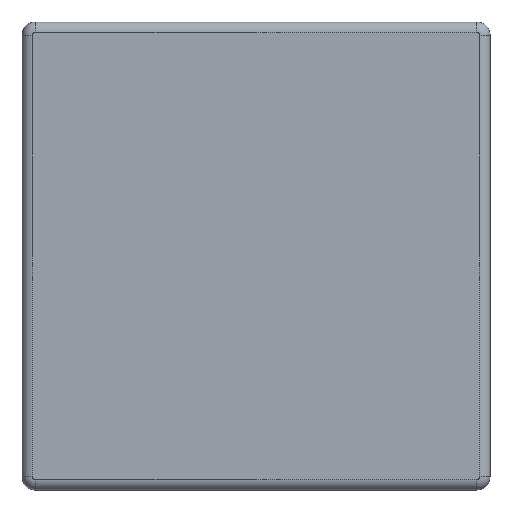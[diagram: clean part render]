
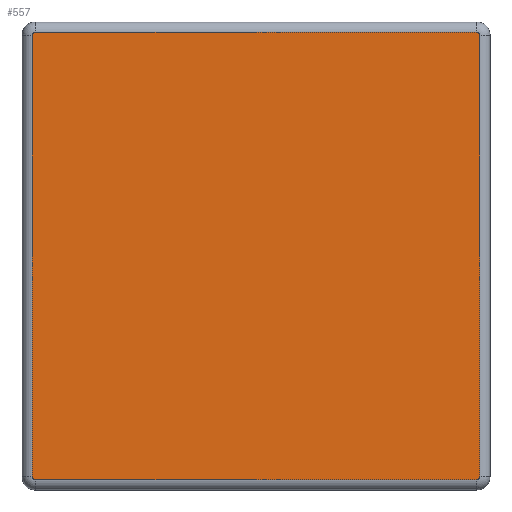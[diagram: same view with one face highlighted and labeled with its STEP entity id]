
A CAD part, front view. The second image highlights one B-rep face of the part: STEP entity #557.
In plain terms, the highlighted planar face has unit normal (0, -1, 0).
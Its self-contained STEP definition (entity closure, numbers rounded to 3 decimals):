
#265 = ORIENTED_EDGE ( 'NONE', *, *, #272, .F. ) ;
#267 = EDGE_CURVE ( 'NONE', #270, #559, #940, .T. ) ;
#268 = EDGE_CURVE ( 'NONE', #558, #269, #912, .T. ) ;
#269 = VERTEX_POINT ( 'NONE', #946 ) ;
#270 = VERTEX_POINT ( 'NONE', #990 ) ;
#271 = VERTEX_POINT ( 'NONE', #988 ) ;
#272 = EDGE_CURVE ( 'NONE', #271, #269, #991, .T. ) ;
#274 = ORIENTED_EDGE ( 'NONE', *, *, #500, .F. ) ;
#275 = ORIENTED_EDGE ( 'NONE', *, *, #268, .T. ) ;
#498 = EDGE_LOOP ( 'NONE', ( #554, #499, #274, #275, #265, #526, #539, #549 ) ) ;
#499 = ORIENTED_EDGE ( 'NONE', *, *, #553, .T. ) ;
#500 = EDGE_CURVE ( 'NONE', #558, #533, #1418, .T. ) ;
#525 = EDGE_CURVE ( 'NONE', #271, #559, #1439, .T. ) ;
#526 = ORIENTED_EDGE ( 'NONE', *, *, #525, .T. ) ;
#533 = VERTEX_POINT ( 'NONE', #1489 ) ;
#539 = ORIENTED_EDGE ( 'NONE', *, *, #267, .F. ) ;
#540 = EDGE_CURVE ( 'NONE', #270, #555, #1470, .T. ) ;
#548 = EDGE_CURVE ( 'NONE', #560, #555, #1473, .T. ) ;
#549 = ORIENTED_EDGE ( 'NONE', *, *, #540, .T. ) ;
#553 = EDGE_CURVE ( 'NONE', #560, #533, #1502, .T. ) ;
#554 = ORIENTED_EDGE ( 'NONE', *, *, #548, .F. ) ;
#555 = VERTEX_POINT ( 'NONE', #1503 ) ;
#557 = ADVANCED_FACE ( 'NONE', ( #1498 ), #1495, .T. ) ;
#558 = VERTEX_POINT ( 'NONE', #1510 ) ;
#559 = VERTEX_POINT ( 'NONE', #1542 ) ;
#560 = VERTEX_POINT ( 'NONE', #1496 ) ;
#912 = LINE ( 'NONE', #942, #989 ) ;
#940 = CIRCLE ( 'NONE', #998, 0.5 ) ;
#941 = DIRECTION ( 'NONE',  ( 0., 0., -1. ) ) ;
#942 = CARTESIAN_POINT ( 'NONE',  ( -43., 0., -45. ) ) ;
#946 = CARTESIAN_POINT ( 'NONE',  ( -43., 0., -42.5 ) ) ;
#979 = DIRECTION ( 'NONE',  ( 0., 0., -1. ) ) ;
#980 = DIRECTION ( 'NONE',  ( 0., 1., 0. ) ) ;
#981 = CARTESIAN_POINT ( 'NONE',  ( -42.5, 0., -42.5 ) ) ;
#982 = AXIS2_PLACEMENT_3D ( 'NONE', #981, #980, #979 ) ;
#988 = CARTESIAN_POINT ( 'NONE',  ( -42.5, 0., -43. ) ) ;
#989 = VECTOR ( 'NONE', #941, 1000. ) ;
#990 = CARTESIAN_POINT ( 'NONE',  ( 43., 0., -42.5 ) ) ;
#991 = CIRCLE ( 'NONE', #982, 0.5 ) ;
#992 = DIRECTION ( 'NONE',  ( 0., 0., -1. ) ) ;
#993 = DIRECTION ( 'NONE',  ( 0., 1., 0. ) ) ;
#994 = CARTESIAN_POINT ( 'NONE',  ( 42.5, 0., -42.5 ) ) ;
#998 = AXIS2_PLACEMENT_3D ( 'NONE', #994, #993, #992 ) ;
#1414 = DIRECTION ( 'NONE',  ( 0., 0., -1. ) ) ;
#1415 = DIRECTION ( 'NONE',  ( 0., 1., 0. ) ) ;
#1416 = CARTESIAN_POINT ( 'NONE',  ( -42.5, 0., 42.5 ) ) ;
#1417 = AXIS2_PLACEMENT_3D ( 'NONE', #1416, #1415, #1414 ) ;
#1418 = CIRCLE ( 'NONE', #1417, 0.5 ) ;
#1437 = DIRECTION ( 'NONE',  ( 1., 0., 0. ) ) ;
#1438 = VECTOR ( 'NONE', #1437, 1000. ) ;
#1439 = LINE ( 'NONE', #1446, #1438 ) ;
#1446 = CARTESIAN_POINT ( 'NONE',  ( 45., 0., -43. ) ) ;
#1465 = DIRECTION ( 'NONE',  ( 0., 0., 1. ) ) ;
#1466 = VECTOR ( 'NONE', #1465, 1000. ) ;
#1467 = CARTESIAN_POINT ( 'NONE',  ( 43., 0., 45. ) ) ;
#1470 = LINE ( 'NONE', #1467, #1466 ) ;
#1472 = AXIS2_PLACEMENT_3D ( 'NONE', #1509, #1497, #1544 ) ;
#1473 = CIRCLE ( 'NONE', #1515, 0.5 ) ;
#1489 = CARTESIAN_POINT ( 'NONE',  ( -42.5, 0., 43. ) ) ;
#1495 = PLANE ( 'NONE',  #1472 ) ;
#1496 = CARTESIAN_POINT ( 'NONE',  ( 42.5, 0., 43. ) ) ;
#1497 = DIRECTION ( 'NONE',  ( 0., -1., 0. ) ) ;
#1498 = FACE_OUTER_BOUND ( 'NONE', #498, .T. ) ;
#1499 = DIRECTION ( 'NONE',  ( -1., 0., 0. ) ) ;
#1500 = VECTOR ( 'NONE', #1499, 1000. ) ;
#1501 = CARTESIAN_POINT ( 'NONE',  ( -45., 0., 43. ) ) ;
#1502 = LINE ( 'NONE', #1501, #1500 ) ;
#1503 = CARTESIAN_POINT ( 'NONE',  ( 43., 0., 42.5 ) ) ;
#1509 = CARTESIAN_POINT ( 'NONE',  ( -45., 0., -45. ) ) ;
#1510 = CARTESIAN_POINT ( 'NONE',  ( -43., 0., 42.5 ) ) ;
#1513 = DIRECTION ( 'NONE',  ( 0., 0., -1. ) ) ;
#1514 = DIRECTION ( 'NONE',  ( 0., 1., 0. ) ) ;
#1515 = AXIS2_PLACEMENT_3D ( 'NONE', #1524, #1514, #1513 ) ;
#1524 = CARTESIAN_POINT ( 'NONE',  ( 42.5, 0., 42.5 ) ) ;
#1542 = CARTESIAN_POINT ( 'NONE',  ( 42.5, 0., -43. ) ) ;
#1544 = DIRECTION ( 'NONE',  ( 0., 0., -1. ) ) ;
